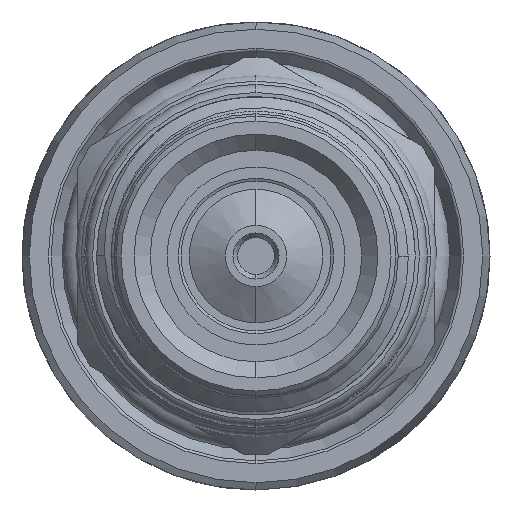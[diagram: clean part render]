
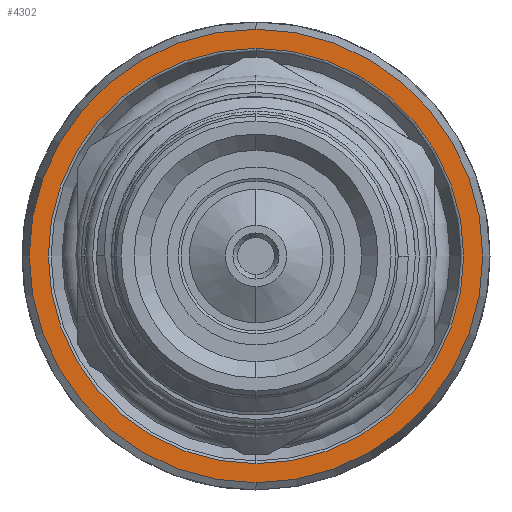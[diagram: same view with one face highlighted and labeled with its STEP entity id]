
A CAD part, left-side view. The second image highlights one B-rep face of the part: STEP entity #4302.
In plain terms, the highlighted planar face has unit normal (-1, 0, 0).
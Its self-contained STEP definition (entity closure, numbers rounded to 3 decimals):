
#1330 = EDGE_LOOP ( 'NONE', ( #1644, #1645 ) ) ;
#1342 = EDGE_LOOP ( 'NONE', ( #1642, #1643 ) ) ;
#1642 = ORIENTED_EDGE ( 'NONE', *, *, #9243, .F. ) ;
#1643 = ORIENTED_EDGE ( 'NONE', *, *, #5103, .F. ) ;
#1644 = ORIENTED_EDGE ( 'NONE', *, *, #8891, .T. ) ;
#1645 = ORIENTED_EDGE ( 'NONE', *, *, #9190, .T. ) ;
#2077 = VERTEX_POINT ( 'NONE', #7874 ) ;
#2081 = VERTEX_POINT ( 'NONE', #7878 ) ;
#2271 = VERTEX_POINT ( 'NONE', #8068 ) ;
#2273 = VERTEX_POINT ( 'NONE', #8070 ) ;
#4302 = ADVANCED_FACE ( 'NONE', ( #6665, #6675 ), #9738, .F. ) ;
#4859 = AXIS2_PLACEMENT_3D ( 'NONE', #9740, #9745, #9746 ) ;
#5103 = EDGE_CURVE ( 'NONE', #2271, #2081, #7394, .T. ) ;
#5381 = AXIS2_PLACEMENT_3D ( 'NONE', #16850, #16851, #16852 ) ;
#5404 = AXIS2_PLACEMENT_3D ( 'NONE', #16619, #16620, #16621 ) ;
#5524 = AXIS2_PLACEMENT_3D ( 'NONE', #14119, #14120, #14121 ) ;
#5555 = AXIS2_PLACEMENT_3D ( 'NONE', #13585, #13586, #13587 ) ;
#6665 = FACE_BOUND ( 'NONE', #1342, .T. ) ;
#6675 = FACE_OUTER_BOUND ( 'NONE', #1330, .T. ) ;
#7394 = CIRCLE ( 'NONE', #5555, 12.959 ) ;
#7573 = CIRCLE ( 'NONE', #5524, 14.15 ) ;
#7874 = CARTESIAN_POINT ( 'NONE',  ( 59.65, 0., -14.15 ) ) ;
#7878 = CARTESIAN_POINT ( 'NONE',  ( 59.65, 0., -12.959 ) ) ;
#8068 = CARTESIAN_POINT ( 'NONE',  ( 59.65, 0., 12.959 ) ) ;
#8070 = CARTESIAN_POINT ( 'NONE',  ( 59.65, 0., 14.15 ) ) ;
#8891 = EDGE_CURVE ( 'NONE', #2273, #2077, #7573, .T. ) ;
#9190 = EDGE_CURVE ( 'NONE', #2077, #2273, #15411, .T. ) ;
#9243 = EDGE_CURVE ( 'NONE', #2081, #2271, #15483, .T. ) ;
#9738 = PLANE ( 'NONE',  #4859 ) ;
#9740 = CARTESIAN_POINT ( 'NONE',  ( 59.65, 14.15, 0. ) ) ;
#9745 = DIRECTION ( 'NONE',  ( 1., 0., 0. ) ) ;
#9746 = DIRECTION ( 'NONE',  ( 0., 0., 1. ) ) ;
#13585 = CARTESIAN_POINT ( 'NONE',  ( 59.65, 0., 0. ) ) ;
#13586 = DIRECTION ( 'NONE',  ( -1., 0., 0. ) ) ;
#13587 = DIRECTION ( 'NONE',  ( 0., 0., -1. ) ) ;
#14119 = CARTESIAN_POINT ( 'NONE',  ( 59.65, 0., 0. ) ) ;
#14120 = DIRECTION ( 'NONE',  ( -1., 0., 0. ) ) ;
#14121 = DIRECTION ( 'NONE',  ( 0., 0., -1. ) ) ;
#15411 = CIRCLE ( 'NONE', #5404, 14.15 ) ;
#15483 = CIRCLE ( 'NONE', #5381, 12.959 ) ;
#16619 = CARTESIAN_POINT ( 'NONE',  ( 59.65, 0., 0. ) ) ;
#16620 = DIRECTION ( 'NONE',  ( -1., 0., 0. ) ) ;
#16621 = DIRECTION ( 'NONE',  ( 0., 0., -1. ) ) ;
#16850 = CARTESIAN_POINT ( 'NONE',  ( 59.65, 0., 0. ) ) ;
#16851 = DIRECTION ( 'NONE',  ( -1., 0., 0. ) ) ;
#16852 = DIRECTION ( 'NONE',  ( 0., 0., -1. ) ) ;
